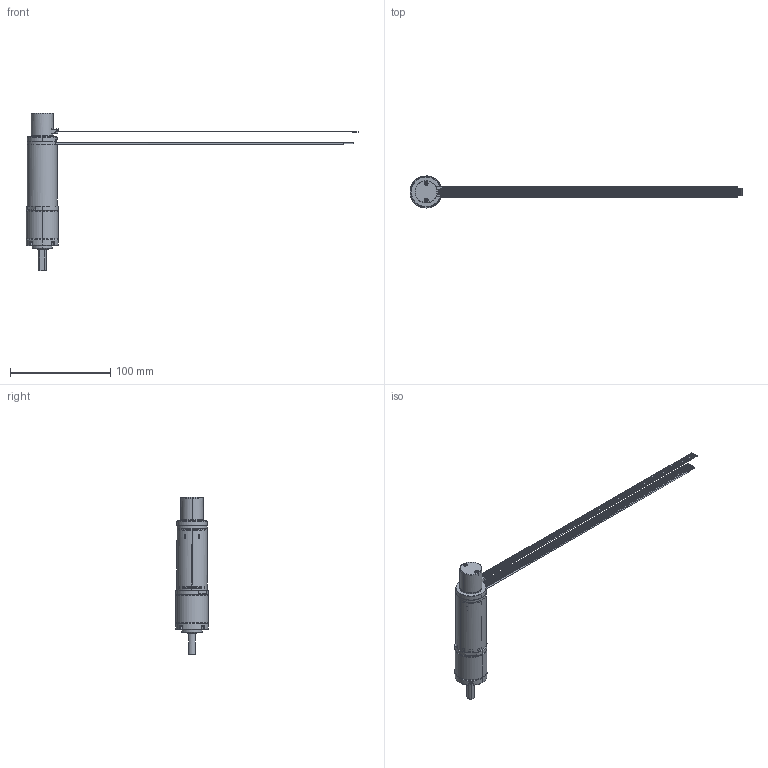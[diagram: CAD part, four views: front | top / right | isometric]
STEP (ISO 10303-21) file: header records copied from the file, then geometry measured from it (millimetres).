
FILE_DESCRIPTION((''),'2;1');
FILE_NAME('4611180000624_SW0001','2023-11-22T09:40:16',('TQ03085'),(''),'CREO PARAMETRIC BY PTC INC, 2018100','CREO PARAMETRIC BY PTC INC, 2018100','');
FILE_SCHEMA(('CONFIG_CONTROL_DESIGN'));
Length unit declared in the file: millimetre
Products named in the file (1): 4611180000624_SW0001
Bounding box: 331 x 32 x 157.04 mm (x, y, z)
Volume: 94627.2 mm3; surface area: 44018.1 mm2
Topology: 1 solids, 2 shells, 752 faces, 1968 edges, 1236 vertices
Faces by surface type: plane 328, cylinder 246, bspline 68, cone 66, torus 28, sphere 16
Entity records: 35518 total; most frequent: CARTESIAN_POINT 17575, ORIENTED_EDGE 3884, DIRECTION 3524, EDGE_CURVE 1942, AXIS2_PLACEMENT_3D 1297, VERTEX_POINT 1236, VECTOR 930, LINE 930
